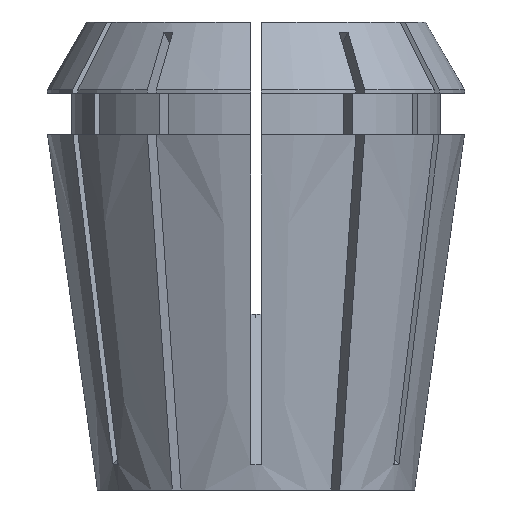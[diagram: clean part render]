
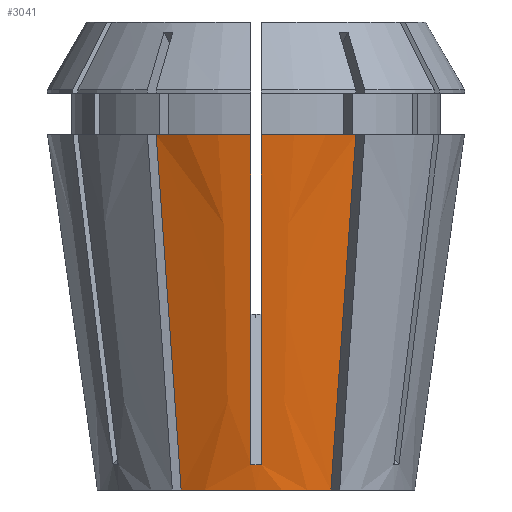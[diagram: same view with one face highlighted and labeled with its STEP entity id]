
A CAD part, left-side view. The second image highlights one B-rep face of the part: STEP entity #3041.
In plain terms, the highlighted conical face has half-angle 8 degrees and reference radius 15.595 mm.
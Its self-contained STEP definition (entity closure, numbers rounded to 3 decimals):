
#4 = CARTESIAN_POINT ( 'NONE',  ( -18.836, 0.5, 23.103 ) ) ;
#75 = EDGE_CURVE ( 'NONE', #1729, #2216, #1127, .T. ) ;
#128 = B_SPLINE_CURVE_WITH_KNOTS ( 'NONE', 3,
 ( #3030, #309, #2438, #898 ),
 .UNSPECIFIED., .F., .F.,
 ( 4, 4 ),
 ( 0., 0.035 ),
 .UNSPECIFIED. ) ;
#152 = B_SPLINE_CURVE_WITH_KNOTS ( 'NONE', 3,
 ( #3841, #1977, #1102, #198 ),
 .UNSPECIFIED., .F., .F.,
 ( 4, 4 ),
 ( 0., 0.001 ),
 .UNSPECIFIED. ) ;
#198 = CARTESIAN_POINT ( 'NONE',  ( -15.94, -0.5, 2.506 ) ) ;
#207 = CARTESIAN_POINT ( 'NONE',  ( -18.836, -0.5, 23.103 ) ) ;
#309 = CARTESIAN_POINT ( 'NONE',  ( -16.582, -8.996, 23.267 ) ) ;
#394 = EDGE_CURVE ( 'NONE', #1729, #3079, #2014, .T. ) ;
#438 = CARTESIAN_POINT ( 'NONE',  ( -17.999, 9.814, 34.9 ) ) ;
#440 = ORIENTED_EDGE ( 'NONE', *, *, #945, .F. ) ;
#456 = FACE_OUTER_BOUND ( 'NONE', #1751, .T. ) ;
#494 = VERTEX_POINT ( 'NONE', #2378 ) ;
#506 = CARTESIAN_POINT ( 'NONE',  ( -20.494, 0.5, 34.9 ) ) ;
#509 = CARTESIAN_POINT ( 'NONE',  ( -15.94, -0.5, 2.506 ) ) ;
#564 = ORIENTED_EDGE ( 'NONE', *, *, #1525, .T. ) ;
#680 = ORIENTED_EDGE ( 'NONE', *, *, #2736, .T. ) ;
#771 = CARTESIAN_POINT ( 'NONE',  ( 0., 0., 0. ) ) ;
#837 = DIRECTION ( 'NONE',  ( -1., 0., 0. ) ) ;
#894 = CONICAL_SURFACE ( 'NONE', #2363, 15.595, 0.14 ) ;
#898 = CARTESIAN_POINT ( 'NONE',  ( -13.749, -7.361, 0. ) ) ;
#945 = EDGE_CURVE ( 'NONE', #2216, #2462, #152, .T. ) ;
#969 = ORIENTED_EDGE ( 'NONE', *, *, #75, .F. ) ;
#979 = VERTEX_POINT ( 'NONE', #2321 ) ;
#985 = CARTESIAN_POINT ( 'NONE',  ( -15.94, -0.5, 2.506 ) ) ;
#1001 = DIRECTION ( 'NONE',  ( 1., 0., 0. ) ) ;
#1102 = CARTESIAN_POINT ( 'NONE',  ( -15.949, -0.167, 2.498 ) ) ;
#1125 = B_SPLINE_CURVE_WITH_KNOTS ( 'NONE', 3,
 ( #2355, #1736, #2966, #2672, #207, #2990, #3894, #3907, #1144, #509 ),
 .UNSPECIFIED., .F., .F.,
 ( 4, 3, 3, 4 ),
 ( 0.076, 0.078, 0.106, 0.108 ),
 .UNSPECIFIED. ) ;
#1127 = B_SPLINE_CURVE_WITH_KNOTS ( 'NONE', 3,
 ( #3379, #1203, #3698, #4006, #4, #2154, #3092, #3366, #3742, #1252 ),
 .UNSPECIFIED., .F., .F.,
 ( 4, 3, 3, 4 ),
 ( 0.076, 0.078, 0.106, 0.108 ),
 .UNSPECIFIED. ) ;
#1144 = CARTESIAN_POINT ( 'NONE',  ( -16.025, -0.5, 3.112 ) ) ;
#1158 = DIRECTION ( 'NONE',  ( -1., 0., 0. ) ) ;
#1203 = CARTESIAN_POINT ( 'NONE',  ( -20.381, 0.5, 34.098 ) ) ;
#1252 = CARTESIAN_POINT ( 'NONE',  ( -15.94, 0.5, 2.506 ) ) ;
#1283 = DIRECTION ( 'NONE',  ( 0., 0., 1. ) ) ;
#1355 = DIRECTION ( 'NONE',  ( 0., 0., -1. ) ) ;
#1481 = EDGE_CURVE ( 'NONE', #3079, #494, #1742, .T. ) ;
#1525 = EDGE_CURVE ( 'NONE', #1639, #2462, #1125, .T. ) ;
#1600 = CARTESIAN_POINT ( 'NONE',  ( -17.999, 9.814, 34.9 ) ) ;
#1606 = AXIS2_PLACEMENT_3D ( 'NONE', #2035, #2326, #1158 ) ;
#1619 = DIRECTION ( 'NONE',  ( 0., 0., -1. ) ) ;
#1639 = VERTEX_POINT ( 'NONE', #3904 ) ;
#1670 = CARTESIAN_POINT ( 'NONE',  ( -15.166, 8.179, 11.633 ) ) ;
#1678 = CARTESIAN_POINT ( 'NONE',  ( -13.749, 7.361, 0. ) ) ;
#1729 = VERTEX_POINT ( 'NONE', #506 ) ;
#1736 = CARTESIAN_POINT ( 'NONE',  ( -20.381, -0.5, 34.098 ) ) ;
#1742 = B_SPLINE_CURVE_WITH_KNOTS ( 'NONE', 3,
 ( #438, #3861, #1670, #1678 ),
 .UNSPECIFIED., .F., .F.,
 ( 4, 4 ),
 ( 0., 0.035 ),
 .UNSPECIFIED. ) ;
#1745 = ORIENTED_EDGE ( 'NONE', *, *, #2925, .F. ) ;
#1751 = EDGE_LOOP ( 'NONE', ( #3371, #680, #564, #440, #969, #2454, #3895, #1745 ) ) ;
#1758 = AXIS2_PLACEMENT_3D ( 'NONE', #771, #1355, #837 ) ;
#1924 = DIRECTION ( 'NONE',  ( -1., 0., 0. ) ) ;
#1977 = CARTESIAN_POINT ( 'NONE',  ( -15.949, 0.167, 2.498 ) ) ;
#2014 = CIRCLE ( 'NONE', #1606, 20.5 ) ;
#2035 = CARTESIAN_POINT ( 'NONE',  ( 0., 0., 34.9 ) ) ;
#2154 = CARTESIAN_POINT ( 'NONE',  ( -17.516, 0.5, 13.713 ) ) ;
#2216 = VERTEX_POINT ( 'NONE', #3874 ) ;
#2292 = EDGE_CURVE ( 'NONE', #979, #2585, #128, .T. ) ;
#2321 = CARTESIAN_POINT ( 'NONE',  ( -17.999, -9.814, 34.9 ) ) ;
#2326 = DIRECTION ( 'NONE',  ( 0., 0., -1. ) ) ;
#2355 = CARTESIAN_POINT ( 'NONE',  ( -20.494, -0.5, 34.9 ) ) ;
#2363 = AXIS2_PLACEMENT_3D ( 'NONE', #3475, #1283, #1001 ) ;
#2378 = CARTESIAN_POINT ( 'NONE',  ( -13.749, 7.361, 0. ) ) ;
#2438 = CARTESIAN_POINT ( 'NONE',  ( -15.166, -8.179, 11.633 ) ) ;
#2454 = ORIENTED_EDGE ( 'NONE', *, *, #394, .T. ) ;
#2462 = VERTEX_POINT ( 'NONE', #985 ) ;
#2491 = CARTESIAN_POINT ( 'NONE',  ( 0., 0., 34.9 ) ) ;
#2585 = VERTEX_POINT ( 'NONE', #3796 ) ;
#2672 = CARTESIAN_POINT ( 'NONE',  ( -20.156, -0.5, 32.493 ) ) ;
#2736 = EDGE_CURVE ( 'NONE', #979, #1639, #3950, .T. ) ;
#2777 = AXIS2_PLACEMENT_3D ( 'NONE', #2491, #1619, #1924 ) ;
#2925 = EDGE_CURVE ( 'NONE', #2585, #494, #3159, .T. ) ;
#2966 = CARTESIAN_POINT ( 'NONE',  ( -20.269, -0.5, 33.295 ) ) ;
#2990 = CARTESIAN_POINT ( 'NONE',  ( -17.516, -0.5, 13.713 ) ) ;
#3030 = CARTESIAN_POINT ( 'NONE',  ( -17.999, -9.814, 34.9 ) ) ;
#3041 = ADVANCED_FACE ( 'NONE', ( #456 ), #894, .T. ) ;
#3079 = VERTEX_POINT ( 'NONE', #1600 ) ;
#3092 = CARTESIAN_POINT ( 'NONE',  ( -16.195, 0.5, 4.323 ) ) ;
#3159 = CIRCLE ( 'NONE', #1758, 15.595 ) ;
#3366 = CARTESIAN_POINT ( 'NONE',  ( -16.11, 0.5, 3.717 ) ) ;
#3371 = ORIENTED_EDGE ( 'NONE', *, *, #2292, .F. ) ;
#3379 = CARTESIAN_POINT ( 'NONE',  ( -20.494, 0.5, 34.9 ) ) ;
#3475 = CARTESIAN_POINT ( 'NONE',  ( 0., 0., 0. ) ) ;
#3698 = CARTESIAN_POINT ( 'NONE',  ( -20.269, 0.5, 33.295 ) ) ;
#3742 = CARTESIAN_POINT ( 'NONE',  ( -16.025, 0.5, 3.112 ) ) ;
#3796 = CARTESIAN_POINT ( 'NONE',  ( -13.749, -7.361, 0. ) ) ;
#3841 = CARTESIAN_POINT ( 'NONE',  ( -15.94, 0.5, 2.506 ) ) ;
#3861 = CARTESIAN_POINT ( 'NONE',  ( -16.582, 8.996, 23.267 ) ) ;
#3874 = CARTESIAN_POINT ( 'NONE',  ( -15.94, 0.5, 2.506 ) ) ;
#3894 = CARTESIAN_POINT ( 'NONE',  ( -16.195, -0.5, 4.323 ) ) ;
#3895 = ORIENTED_EDGE ( 'NONE', *, *, #1481, .T. ) ;
#3904 = CARTESIAN_POINT ( 'NONE',  ( -20.494, -0.5, 34.9 ) ) ;
#3907 = CARTESIAN_POINT ( 'NONE',  ( -16.11, -0.5, 3.717 ) ) ;
#3950 = CIRCLE ( 'NONE', #2777, 20.5 ) ;
#4006 = CARTESIAN_POINT ( 'NONE',  ( -20.156, 0.5, 32.493 ) ) ;
